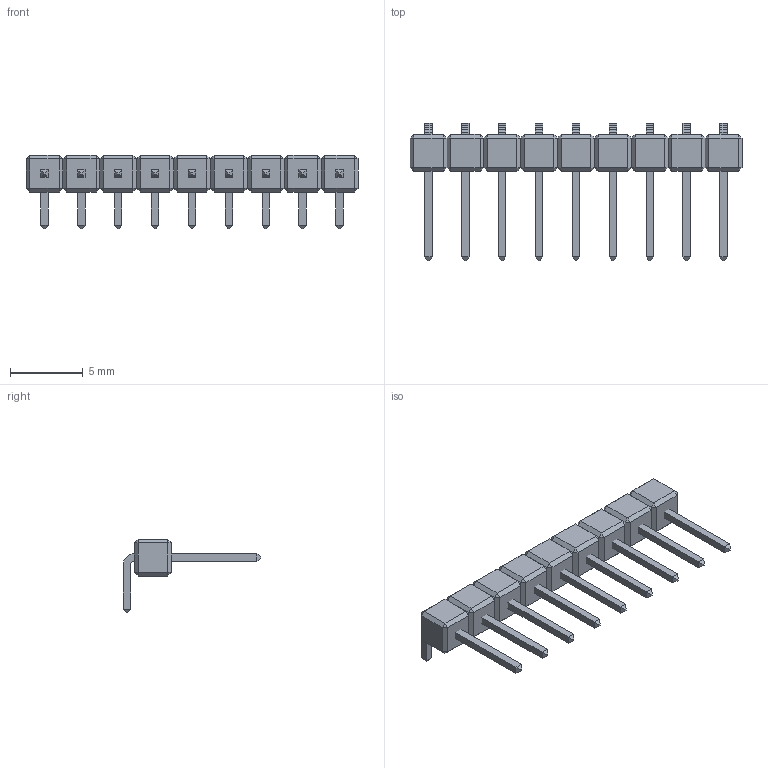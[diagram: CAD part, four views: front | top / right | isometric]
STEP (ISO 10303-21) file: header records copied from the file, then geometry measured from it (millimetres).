
FILE_DESCRIPTION(('STEP AP203'), '1');
FILE_NAME('PLS-9R', '2023-02-21T06:08:17', ('ava'), (''), 'ASCON STEP Converter 1.3', 'ASCON Math Kernel', '');
FILE_SCHEMA(('CONFIG_CONTROL_DESIGN'));
Length unit declared in the file: millimetre
Products named in the file (3): 4; 5; 6
Assembly tree (5 placements, depth 2):
  4
    5
    6  x4
Bounding box: 22.86 x 9.45 x 5.08 mm (x, y, z)
Volume: 29 mm3; surface area: 521.6 mm2
Topology: 9 solids, 26 shells, 482 faces, 1094 edges, 644 vertices
Faces by surface type: plane 482
Entity records: 10119 total; most frequent: CARTESIAN_POINT 1482, ORIENTED_EDGE 1400, DIRECTION 1380, EDGE_CURVE 728, LINE 728, VECTOR 728, VERTEX_POINT 428, AXIS2_PLACEMENT_3D 326
